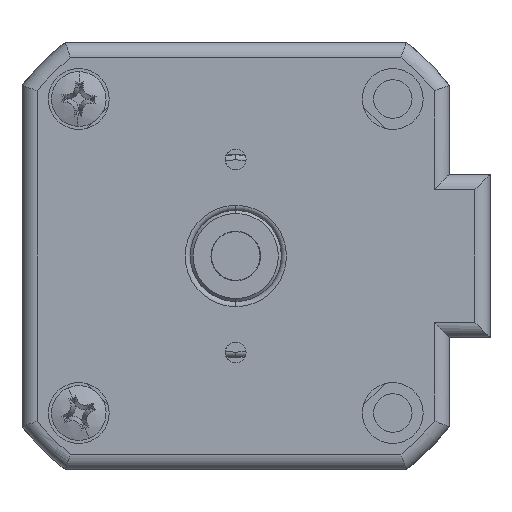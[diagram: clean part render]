
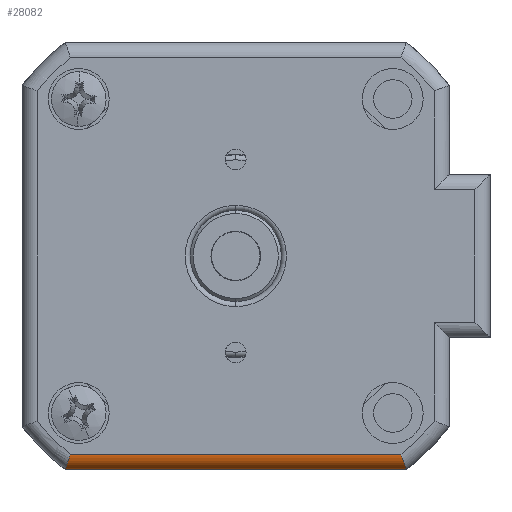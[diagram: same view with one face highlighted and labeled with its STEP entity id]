
A CAD part, front view. The second image highlights one B-rep face of the part: STEP entity #28082.
In plain terms, the highlighted cylindrical face has radius 1.5 mm (diameter 3 mm), a partial arc.
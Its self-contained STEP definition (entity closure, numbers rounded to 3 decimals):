
#671 = CARTESIAN_POINT ( 'NONE',  ( -21.159, -25.67, -3.345 ) ) ;
#773 = EDGE_CURVE ( 'NONE', #35120, #27979, #18721, .T. ) ;
#1039 = CYLINDRICAL_SURFACE ( 'NONE', #20201, 1.5 ) ;
#1663 = CARTESIAN_POINT ( 'NONE',  ( 11.604, -25.707, -2.962 ) ) ;
#1749 = CARTESIAN_POINT ( 'NONE',  ( 12.12, -24.607, -4.411 ) ) ;
#3531 = VECTOR ( 'NONE', #34251, 1000. ) ;
#4399 = LINE ( 'NONE', #31028, #3531 ) ;
#4598 = CARTESIAN_POINT ( 'NONE',  ( 11.672, -25.707, -3.151 ) ) ;
#4889 = ORIENTED_EDGE ( 'NONE', *, *, #19990, .T. ) ;
#8129 = CARTESIAN_POINT ( 'NONE',  ( -21.555, -24.207, -2.962 ) ) ;
#9788 = CARTESIAN_POINT ( 'NONE',  ( 11.604, -25.707, -2.962 ) ) ;
#10239 = ORIENTED_EDGE ( 'NONE', *, *, #13298, .F. ) ;
#11103 = VERTEX_POINT ( 'NONE', #1663 ) ;
#12351 = CARTESIAN_POINT ( 'NONE',  ( -21.555, -24.207, -4.462 ) ) ;
#12776 = CARTESIAN_POINT ( 'NONE',  ( 12.137, -24.309, -4.462 ) ) ;
#13298 = EDGE_CURVE ( 'NONE', #32610, #35120, #31036, .T. ) ;
#13495 = DIRECTION ( 'NONE',  ( 0., 0., 1. ) ) ;
#13606 = VECTOR ( 'NONE', #16115, 1000. ) ;
#15619 = CARTESIAN_POINT ( 'NONE',  ( 12.137, -24.207, -4.462 ) ) ;
#16115 = DIRECTION ( 'NONE',  ( -1., 0., 0. ) ) ;
#16394 = ORIENTED_EDGE ( 'NONE', *, *, #773, .F. ) ;
#16657 = CARTESIAN_POINT ( 'NONE',  ( -21.555, -24.207, -4.462 ) ) ;
#18236 = CARTESIAN_POINT ( 'NONE',  ( 11.741, -25.67, -3.345 ) ) ;
#18492 = CARTESIAN_POINT ( 'NONE',  ( 11.868, -25.527, -3.7 ) ) ;
#18721 = B_SPLINE_CURVE_WITH_KNOTS ( 'NONE', 3,
 ( #16657, #19528, #36889, #25530, #25648, #26159, #26031, #34785, #23154, #671, #34666, #25895 ),
 .UNSPECIFIED., .F., .F.,
 ( 4, 2, 2, 2, 2, 4 ),
 ( 0., 0., 0.001, 0.001, 0.002, 0.002 ),
 .UNSPECIFIED. ) ;
#19528 = CARTESIAN_POINT ( 'NONE',  ( -21.555, -24.309, -4.462 ) ) ;
#19990 = EDGE_CURVE ( 'NONE', #32610, #11103, #23345, .T. ) ;
#20000 = ORIENTED_EDGE ( 'NONE', *, *, #22505, .F. ) ;
#20201 = AXIS2_PLACEMENT_3D ( 'NONE', #8129, #36316, #13495 ) ;
#21232 = CARTESIAN_POINT ( 'NONE',  ( 12.109, -24.704, -4.381 ) ) ;
#21832 = CARTESIAN_POINT ( 'NONE',  ( -21.021, -25.707, -2.962 ) ) ;
#22100 = CARTESIAN_POINT ( 'NONE',  ( -21.555, -24.207, -4.462 ) ) ;
#22505 = EDGE_CURVE ( 'NONE', #27979, #11103, #4399, .T. ) ;
#23154 = CARTESIAN_POINT ( 'NONE',  ( -21.286, -25.527, -3.7 ) ) ;
#23345 = B_SPLINE_CURVE_WITH_KNOTS ( 'NONE', 3,
 ( #15619, #12776, #35603, #1749, #21232, #26855, #30259, #27100, #18492, #18236, #4598, #9788 ),
 .UNSPECIFIED., .F., .F.,
 ( 4, 2, 2, 2, 2, 4 ),
 ( 0., 0., 0.001, 0.001, 0.002, 0.002 ),
 .UNSPECIFIED. ) ;
#25530 = CARTESIAN_POINT ( 'NONE',  ( -21.537, -24.607, -4.411 ) ) ;
#25648 = CARTESIAN_POINT ( 'NONE',  ( -21.526, -24.704, -4.381 ) ) ;
#25895 = CARTESIAN_POINT ( 'NONE',  ( -21.021, -25.707, -2.962 ) ) ;
#26031 = CARTESIAN_POINT ( 'NONE',  ( -21.444, -25.148, -4.147 ) ) ;
#26159 = CARTESIAN_POINT ( 'NONE',  ( -21.485, -24.981, -4.263 ) ) ;
#26855 = CARTESIAN_POINT ( 'NONE',  ( 12.067, -24.981, -4.263 ) ) ;
#27100 = CARTESIAN_POINT ( 'NONE',  ( 11.928, -25.42, -3.867 ) ) ;
#27979 = VERTEX_POINT ( 'NONE', #21832 ) ;
#28082 = ADVANCED_FACE ( 'NONE', ( #29527 ), #1039, .T. ) ;
#29527 = FACE_OUTER_BOUND ( 'NONE', #33895, .T. ) ;
#30259 = CARTESIAN_POINT ( 'NONE',  ( 12.027, -25.148, -4.147 ) ) ;
#30843 = CARTESIAN_POINT ( 'NONE',  ( 12.137, -24.207, -4.462 ) ) ;
#31028 = CARTESIAN_POINT ( 'NONE',  ( -4.709, -25.707, -2.962 ) ) ;
#31036 = LINE ( 'NONE', #22100, #13606 ) ;
#32610 = VERTEX_POINT ( 'NONE', #30843 ) ;
#33895 = EDGE_LOOP ( 'NONE', ( #4889, #20000, #16394, #10239 ) ) ;
#34251 = DIRECTION ( 'NONE',  ( 1., 0., 0. ) ) ;
#34666 = CARTESIAN_POINT ( 'NONE',  ( -21.089, -25.707, -3.151 ) ) ;
#34785 = CARTESIAN_POINT ( 'NONE',  ( -21.345, -25.42, -3.867 ) ) ;
#35120 = VERTEX_POINT ( 'NONE', #12351 ) ;
#35603 = CARTESIAN_POINT ( 'NONE',  ( 12.134, -24.41, -4.452 ) ) ;
#36316 = DIRECTION ( 'NONE',  ( -1., 0., 0. ) ) ;
#36889 = CARTESIAN_POINT ( 'NONE',  ( -21.551, -24.41, -4.452 ) ) ;
